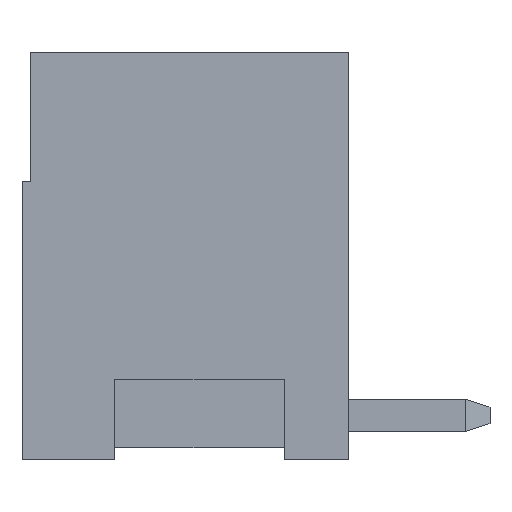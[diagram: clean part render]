
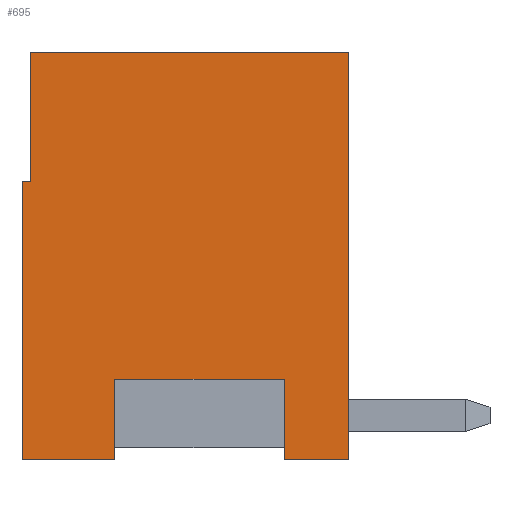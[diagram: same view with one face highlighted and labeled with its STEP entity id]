
A CAD part, left-side view. The second image highlights one B-rep face of the part: STEP entity #695.
In plain terms, the highlighted planar face has unit normal (-1, 0, 0).
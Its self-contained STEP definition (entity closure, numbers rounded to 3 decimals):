
#695 = ADVANCED_FACE( '', ( #1384 ), #1385, .T. );
#1384 = FACE_OUTER_BOUND( '', #2059, .T. );
#1385 = PLANE( '', #2060 );
#2059 = EDGE_LOOP( '', ( #3986, #3987, #3988, #3989, #3990, #3991, #3992, #3993, #3994, #3995 ) );
#2060 = AXIS2_PLACEMENT_3D( '', #3996, #3997, #3998 );
#3986 = ORIENTED_EDGE( '', *, *, #4518, .T. );
#3987 = ORIENTED_EDGE( '', *, *, #4888, .T. );
#3988 = ORIENTED_EDGE( '', *, *, #4845, .T. );
#3989 = ORIENTED_EDGE( '', *, *, #4749, .T. );
#3990 = ORIENTED_EDGE( '', *, *, #4114, .T. );
#3991 = ORIENTED_EDGE( '', *, *, #4590, .T. );
#3992 = ORIENTED_EDGE( '', *, *, #4426, .T. );
#3993 = ORIENTED_EDGE( '', *, *, #4166, .F. );
#3994 = ORIENTED_EDGE( '', *, *, #4404, .F. );
#3995 = ORIENTED_EDGE( '', *, *, #4759, .T. );
#3996 = CARTESIAN_POINT( '', ( -4.75, 0., 0. ) );
#3997 = DIRECTION( '', ( -1., 0., 0. ) );
#3998 = DIRECTION( '', ( 0., 0., 1. ) );
#4114 = EDGE_CURVE( '', #4906, #4907, #4908, .T. );
#4166 = EDGE_CURVE( '', #4999, #5001, #5002, .T. );
#4404 = EDGE_CURVE( '', #5403, #4999, #5405, .T. );
#4426 = EDGE_CURVE( '', #5441, #5001, #5442, .T. );
#4518 = EDGE_CURVE( '', #5590, #5587, #5591, .T. );
#4590 = EDGE_CURVE( '', #4907, #5441, #5698, .T. );
#4749 = EDGE_CURVE( '', #5901, #4906, #5902, .T. );
#4759 = EDGE_CURVE( '', #5403, #5590, #5913, .T. );
#4845 = EDGE_CURVE( '', #6013, #5901, #6014, .T. );
#4888 = EDGE_CURVE( '', #5587, #6013, #6062, .T. );
#4906 = VERTEX_POINT( '', #6080 );
#4907 = VERTEX_POINT( '', #6081 );
#4908 = LINE( '', #6082, #6083 );
#4999 = VERTEX_POINT( '', #6213 );
#5001 = VERTEX_POINT( '', #6216 );
#5002 = LINE( '', #6217, #6218 );
#5403 = VERTEX_POINT( '', #6804 );
#5405 = LINE( '', #6807, #6808 );
#5441 = VERTEX_POINT( '', #6861 );
#5442 = LINE( '', #6862, #6863 );
#5587 = VERTEX_POINT( '', #7079 );
#5590 = VERTEX_POINT( '', #7083 );
#5591 = LINE( '', #7084, #7085 );
#5698 = LINE( '', #7244, #7245 );
#5901 = VERTEX_POINT( '', #7552 );
#5902 = LINE( '', #7553, #7554 );
#5913 = LINE( '', #7571, #7572 );
#6013 = VERTEX_POINT( '', #7721 );
#6014 = LINE( '', #7722, #7723 );
#6062 = LINE( '', #7790, #7791 );
#6080 = CARTESIAN_POINT( '', ( -4.75, -2.45, -5.05 ) );
#6081 = CARTESIAN_POINT( '', ( -4.75, -4.05, -5.05 ) );
#6082 = CARTESIAN_POINT( '', ( -4.75, 4.05, -5.05 ) );
#6083 = VECTOR( '', #7810, 1000. );
#6213 = CARTESIAN_POINT( '', ( -4.75, 3.85, 1.85 ) );
#6216 = CARTESIAN_POINT( '', ( -4.75, 3.85, 5.05 ) );
#6217 = CARTESIAN_POINT( '', ( -4.75, 3.85, 0. ) );
#6218 = VECTOR( '', #7854, 1000. );
#6804 = CARTESIAN_POINT( '', ( -4.75, 4.05, 1.85 ) );
#6807 = CARTESIAN_POINT( '', ( -4.75, 0., 1.85 ) );
#6808 = VECTOR( '', #8065, 1000. );
#6861 = CARTESIAN_POINT( '', ( -4.75, -4.05, 5.05 ) );
#6862 = CARTESIAN_POINT( '', ( -4.75, -4.05, 5.05 ) );
#6863 = VECTOR( '', #8083, 1000. );
#7079 = CARTESIAN_POINT( '', ( -4.75, 1.75, -5.05 ) );
#7083 = CARTESIAN_POINT( '', ( -4.75, 4.05, -5.05 ) );
#7084 = CARTESIAN_POINT( '', ( -4.75, 4.05, -5.05 ) );
#7085 = VECTOR( '', #8174, 1000. );
#7244 = CARTESIAN_POINT( '', ( -4.75, -4.05, -5.05 ) );
#7245 = VECTOR( '', #8233, 1000. );
#7552 = CARTESIAN_POINT( '', ( -4.75, -2.45, -3.05 ) );
#7553 = CARTESIAN_POINT( '', ( -4.75, -2.45, -3.05 ) );
#7554 = VECTOR( '', #8353, 1000. );
#7571 = CARTESIAN_POINT( '', ( -4.75, 4.05, 5.05 ) );
#7572 = VECTOR( '', #8360, 1000. );
#7721 = CARTESIAN_POINT( '', ( -4.75, 1.75, -3.05 ) );
#7722 = CARTESIAN_POINT( '', ( -4.75, 1.75, -3.05 ) );
#7723 = VECTOR( '', #8410, 1000. );
#7790 = CARTESIAN_POINT( '', ( -4.75, 1.75, -5.05 ) );
#7791 = VECTOR( '', #8430, 1000. );
#7810 = DIRECTION( '', ( 0., -1., 0. ) );
#7854 = DIRECTION( '', ( 0., 0., 1. ) );
#8065 = DIRECTION( '', ( 0., -1., 0. ) );
#8083 = DIRECTION( '', ( 0., 1., 0. ) );
#8174 = DIRECTION( '', ( 0., -1., 0. ) );
#8233 = DIRECTION( '', ( 0., 0., 1. ) );
#8353 = DIRECTION( '', ( 0., 0., -1. ) );
#8360 = DIRECTION( '', ( 0., 0., -1. ) );
#8410 = DIRECTION( '', ( 0., -1., 0. ) );
#8430 = DIRECTION( '', ( 0., 0., 1. ) );
